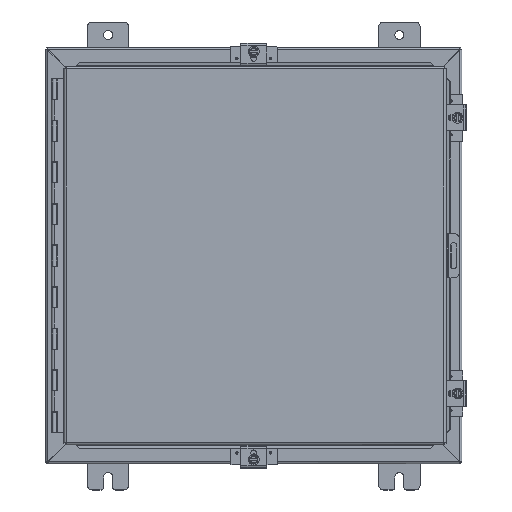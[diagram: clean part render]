
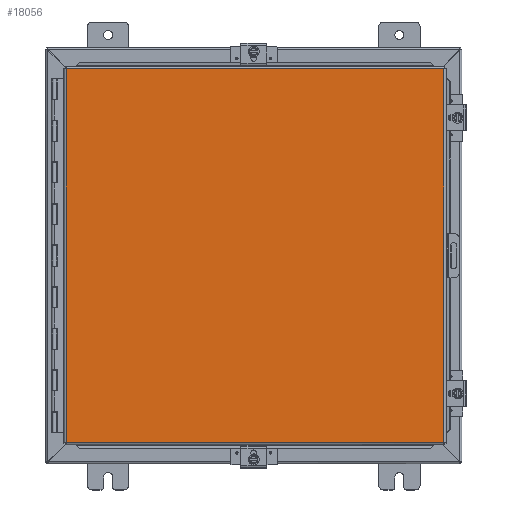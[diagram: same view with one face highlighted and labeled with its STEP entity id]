
A CAD part, top view. The second image highlights one B-rep face of the part: STEP entity #18056.
In plain terms, the highlighted face is planar.
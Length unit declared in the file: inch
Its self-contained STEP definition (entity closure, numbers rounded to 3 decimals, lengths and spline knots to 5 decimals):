
#1515 = VECTOR ( 'NONE', #6809, 39.37008 ) ;
#2710 = EDGE_CURVE ( 'NONE', #7813, #36888, #17682, .T. ) ;
#3336 = CARTESIAN_POINT ( 'NONE',  ( 9.08225, 8.9885, 0. ) ) ;
#6809 = DIRECTION ( 'NONE',  ( 0., -1., 0. ) ) ;
#7229 = VERTEX_POINT ( 'NONE', #24373 ) ;
#7578 = CARTESIAN_POINT ( 'NONE',  ( 4.54113, -8.9885, 0. ) ) ;
#7813 = VERTEX_POINT ( 'NONE', #10220 ) ;
#8421 = DIRECTION ( 'NONE',  ( 0., 0., 1. ) ) ;
#10044 = ORIENTED_EDGE ( 'NONE', *, *, #2710, .T. ) ;
#10220 = CARTESIAN_POINT ( 'NONE',  ( -9.08225, 8.9885, 0. ) ) ;
#11307 = CARTESIAN_POINT ( 'NONE',  ( -9.08225, -4.49425, 0. ) ) ;
#12611 = FACE_OUTER_BOUND ( 'NONE', #21795, .T. ) ;
#12684 = AXIS2_PLACEMENT_3D ( 'NONE', #26151, #8421, #29114 ) ;
#15741 = ORIENTED_EDGE ( 'NONE', *, *, #17319, .T. ) ;
#17319 = EDGE_CURVE ( 'NONE', #36888, #31958, #32945, .T. ) ;
#17682 = LINE ( 'NONE', #32376, #32405 ) ;
#18056 = ADVANCED_FACE ( 'NONE', ( #12611 ), #26017, .F. ) ;
#18078 = VECTOR ( 'NONE', #28734, 39.37008 ) ;
#18447 = LINE ( 'NONE', #7578, #34091 ) ;
#18590 = CARTESIAN_POINT ( 'NONE',  ( 9.08225, 4.49425, 0. ) ) ;
#19003 = LINE ( 'NONE', #11307, #18078 ) ;
#20558 = EDGE_CURVE ( 'NONE', #31958, #7229, #18447, .T. ) ;
#21795 = EDGE_LOOP ( 'NONE', ( #34039, #10044, #15741, #22312 ) ) ;
#22312 = ORIENTED_EDGE ( 'NONE', *, *, #20558, .T. ) ;
#24373 = CARTESIAN_POINT ( 'NONE',  ( -9.08225, -8.9885, 0. ) ) ;
#26017 = PLANE ( 'NONE',  #12684 ) ;
#26151 = CARTESIAN_POINT ( 'NONE',  ( 0., 0., 0. ) ) ;
#28274 = DIRECTION ( 'NONE',  ( -1., 0., 0. ) ) ;
#28734 = DIRECTION ( 'NONE',  ( 0., 1., 0. ) ) ;
#29114 = DIRECTION ( 'NONE',  ( 1., 0., 0. ) ) ;
#31958 = VERTEX_POINT ( 'NONE', #32739 ) ;
#32376 = CARTESIAN_POINT ( 'NONE',  ( -4.59375, 8.9885, 0. ) ) ;
#32405 = VECTOR ( 'NONE', #32998, 39.37008 ) ;
#32739 = CARTESIAN_POINT ( 'NONE',  ( 9.08225, -8.9885, 0. ) ) ;
#32945 = LINE ( 'NONE', #18590, #1515 ) ;
#32998 = DIRECTION ( 'NONE',  ( 1., 0., 0. ) ) ;
#34039 = ORIENTED_EDGE ( 'NONE', *, *, #38209, .T. ) ;
#34091 = VECTOR ( 'NONE', #28274, 39.37008 ) ;
#36888 = VERTEX_POINT ( 'NONE', #3336 ) ;
#38209 = EDGE_CURVE ( 'NONE', #7229, #7813, #19003, .T. ) ;
